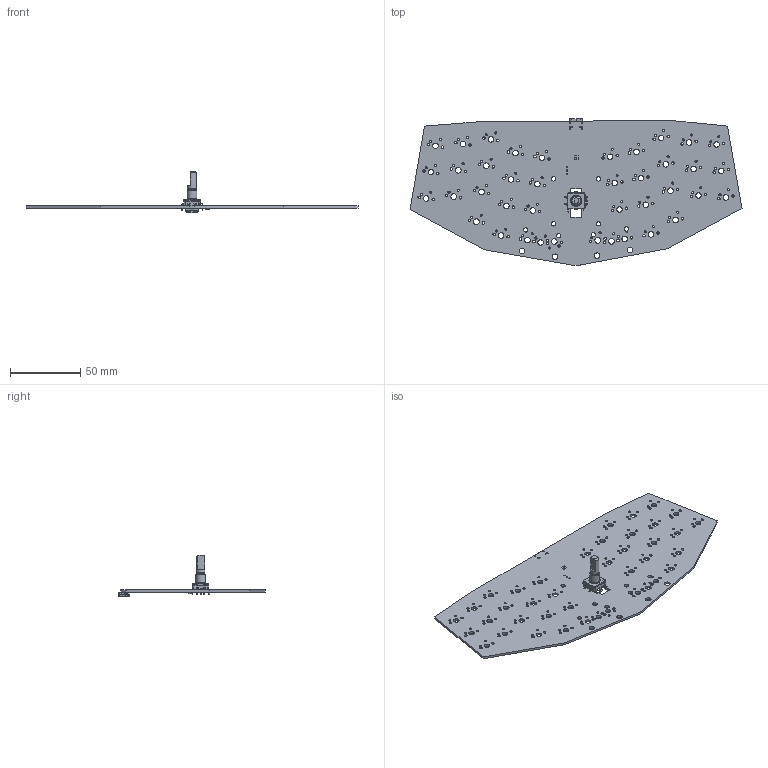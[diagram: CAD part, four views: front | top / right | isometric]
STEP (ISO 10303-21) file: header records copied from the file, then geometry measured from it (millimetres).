
FILE_DESCRIPTION(('KiCad electronic assembly'),'2;1');
FILE_NAME('Le Chisoffre.step','2025-03-23T01:05:33',('Pcbnew'),('Kicad') ,'Open CASCADE STEP processor 7.8','KiCad to STEP converter','Unknown' );
FILE_SCHEMA(('AUTOMOTIVE_DESIGN { 1 0 10303 214 1 1 1 1 }'));
Length unit declared in the file: millimetre
Products named in the file (10): Le Chisoffre 1; ROT_EC11E; (Unsaved); W25Q16JVUXIQ; W25X40CLUXIG TR; USB_C_Receptacle_GCT_USB4105-xx-A_16P_TopMnt_Horizontal; USB_C_Receptacle_16P_TopMnt_Horizontal_GCT_USB4105-xx-A; SOT-23; SOT_23; Le Chisoffre_PCB
Assembly tree (9 placements, depth 3):
  Le Chisoffre 1
    ROT_EC11E
      (Unsaved)
    W25Q16JVUXIQ
      W25X40CLUXIG TR
    USB_C_Receptacle_GCT_USB4105-xx-A_16P_TopMnt_Horizontal
      USB_C_Receptacle_16P_TopMnt_Horizontal_GCT_USB4105-xx-A
    SOT-23
      SOT_23
    Le Chisoffre_PCB
Bounding box: 236.54 x 104.56 x 29.56 mm (x, y, z)
Volume: 31446.3 mm3; surface area: 43069.3 mm2
Topology: 50 solids, 50 shells, 1661 faces, 4254 edges, 2704 vertices
Faces by surface type: plane 1068, cylinder 534, bspline 35, cone 12, torus 12
Full cylindrical faces by diameter (mm): 0.35 x9, 0.5 x2, 0.65 x2, 0.7 x16, 1 x9, 1.524 x78, 1.75 x75, 2 x1, 3.048 x3, 3.2 x4, 3.3 x1, 3.5 x1, 3.51 x1, 3.988 x44, 4 x1, 6 x1, 7 x1
Entity records: 60950 total; most frequent: CARTESIAN_POINT 9817, DIRECTION 8534, ORIENTED_EDGE 8506, EDGE_CURVE 4253, LINE 3096, VECTOR 3096, AXIS2_PLACEMENT_3D 2719, VERTEX_POINT 2704
